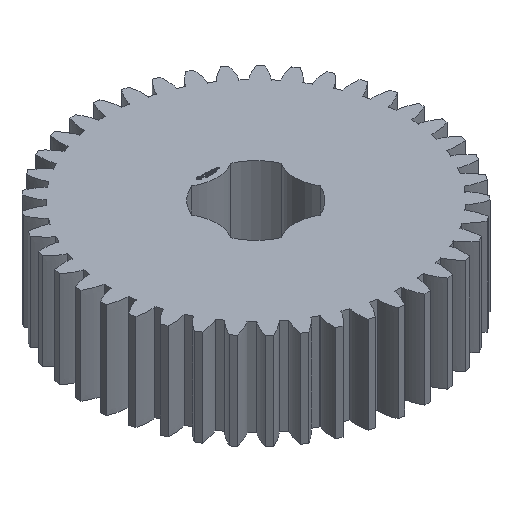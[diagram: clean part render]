
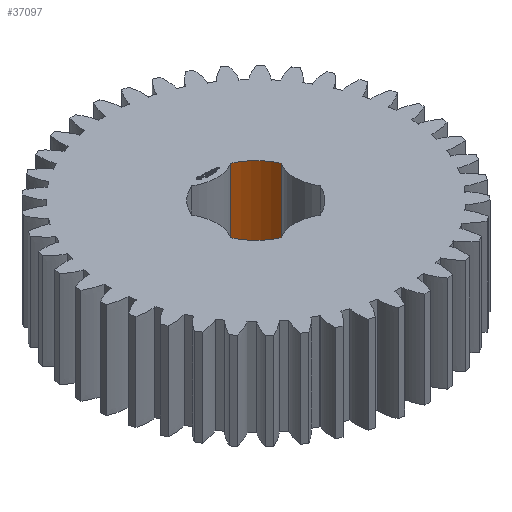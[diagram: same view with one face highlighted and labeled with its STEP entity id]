
A CAD part, isometric view. The second image highlights one B-rep face of the part: STEP entity #37097.
In plain terms, the highlighted cylindrical face has radius 6.35 mm (diameter 12.7 mm), a partial arc.
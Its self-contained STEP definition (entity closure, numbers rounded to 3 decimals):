
#93 = PLANE('',#94);
#94 = AXIS2_PLACEMENT_3D('',#95,#96,#97);
#95 = CARTESIAN_POINT('',(0.,0.,12.5));
#96 = DIRECTION('',(0.,0.,1.));
#97 = DIRECTION('',(1.,0.,0.));
#168 = PLANE('',#169);
#169 = AXIS2_PLACEMENT_3D('',#170,#171,#172);
#170 = CARTESIAN_POINT('',(0.,0.,0.));
#171 = DIRECTION('',(0.,0.,1.));
#172 = DIRECTION('',(1.,0.,0.));
#11876 = VERTEX_POINT('',#11877);
#11877 = CARTESIAN_POINT('',(2.55,5.816,0.));
#11892 = CYLINDRICAL_SURFACE('',#11893,4.9);
#11893 = AXIS2_PLACEMENT_3D('',#11894,#11895,#11896);
#11894 = CARTESIAN_POINT('',(0.,10.,0.));
#11895 = DIRECTION('',(0.,-0.,-1.));
#11896 = DIRECTION('',(0.707,0.707,0.));
#11904 = EDGE_CURVE('',#11905,#11876,#11907,.T.);
#11905 = VERTEX_POINT('',#11906);
#11906 = CARTESIAN_POINT('',(5.816,2.55,0.));
#11907 = SURFACE_CURVE('',#11908,(#11913,#11920),.PCURVE_S1.);
#11908 = CIRCLE('',#11909,6.35);
#11909 = AXIS2_PLACEMENT_3D('',#11910,#11911,#11912);
#11910 = CARTESIAN_POINT('',(0.,0.,0.));
#11911 = DIRECTION('',(0.,-0.,1.));
#11912 = DIRECTION('',(0.707,0.707,0.));
#11913 = PCURVE('',#168,#11914);
#11914 = DEFINITIONAL_REPRESENTATION('',(#11915),#11919);
#11915 = CIRCLE('',#11916,6.35);
#11916 = AXIS2_PLACEMENT_2D('',#11917,#11918);
#11917 = CARTESIAN_POINT('',(0.,0.));
#11918 = DIRECTION('',(0.707,0.707));
#11919 = ( GEOMETRIC_REPRESENTATION_CONTEXT(2) 
PARAMETRIC_REPRESENTATION_CONTEXT() REPRESENTATION_CONTEXT('2D SPACE',''
  ) );
#11920 = PCURVE('',#11921,#11926);
#11921 = CYLINDRICAL_SURFACE('',#11922,6.35);
#11922 = AXIS2_PLACEMENT_3D('',#11923,#11924,#11925);
#11923 = CARTESIAN_POINT('',(0.,0.,0.));
#11924 = DIRECTION('',(0.,-0.,-1.));
#11925 = DIRECTION('',(0.707,0.707,0.));
#11926 = DEFINITIONAL_REPRESENTATION('',(#11927),#11931);
#11927 = LINE('',#11928,#11929);
#11928 = CARTESIAN_POINT('',(-0.,0.));
#11929 = VECTOR('',#11930,1.);
#11930 = DIRECTION('',(-1.,0.));
#11931 = ( GEOMETRIC_REPRESENTATION_CONTEXT(2) 
PARAMETRIC_REPRESENTATION_CONTEXT() REPRESENTATION_CONTEXT('2D SPACE',''
  ) );
#11950 = CYLINDRICAL_SURFACE('',#11951,4.9);
#11951 = AXIS2_PLACEMENT_3D('',#11952,#11953,#11954);
#11952 = CARTESIAN_POINT('',(10.,0.,0.));
#11953 = DIRECTION('',(0.,-0.,-1.));
#11954 = DIRECTION('',(0.707,0.707,0.));
#20418 = VERTEX_POINT('',#20419);
#20419 = CARTESIAN_POINT('',(2.55,5.816,12.5));
#20441 = EDGE_CURVE('',#20442,#20418,#20444,.T.);
#20442 = VERTEX_POINT('',#20443);
#20443 = CARTESIAN_POINT('',(5.816,2.55,12.5));
#20444 = SURFACE_CURVE('',#20445,(#20450,#20457),.PCURVE_S1.);
#20445 = CIRCLE('',#20446,6.35);
#20446 = AXIS2_PLACEMENT_3D('',#20447,#20448,#20449);
#20447 = CARTESIAN_POINT('',(0.,0.,12.5)
  );
#20448 = DIRECTION('',(0.,-0.,1.));
#20449 = DIRECTION('',(0.707,0.707,0.));
#20450 = PCURVE('',#93,#20451);
#20451 = DEFINITIONAL_REPRESENTATION('',(#20452),#20456);
#20452 = CIRCLE('',#20453,6.35);
#20453 = AXIS2_PLACEMENT_2D('',#20454,#20455);
#20454 = CARTESIAN_POINT('',(0.,0.));
#20455 = DIRECTION('',(0.707,0.707));
#20456 = ( GEOMETRIC_REPRESENTATION_CONTEXT(2) 
PARAMETRIC_REPRESENTATION_CONTEXT() REPRESENTATION_CONTEXT('2D SPACE',''
  ) );
#20457 = PCURVE('',#11921,#20458);
#20458 = DEFINITIONAL_REPRESENTATION('',(#20459),#20463);
#20459 = LINE('',#20460,#20461);
#20460 = CARTESIAN_POINT('',(-0.,-12.5));
#20461 = VECTOR('',#20462,1.);
#20462 = DIRECTION('',(-1.,0.));
#20463 = ( GEOMETRIC_REPRESENTATION_CONTEXT(2) 
PARAMETRIC_REPRESENTATION_CONTEXT() REPRESENTATION_CONTEXT('2D SPACE',''
  ) );
#37074 = EDGE_CURVE('',#11905,#20442,#37075,.T.);
#37075 = SURFACE_CURVE('',#37076,(#37080,#37087),.PCURVE_S1.);
#37076 = LINE('',#37077,#37078);
#37077 = CARTESIAN_POINT('',(5.816,2.55,0.));
#37078 = VECTOR('',#37079,1.);
#37079 = DIRECTION('',(0.,0.,1.));
#37080 = PCURVE('',#11950,#37081);
#37081 = DEFINITIONAL_REPRESENTATION('',(#37082),#37086);
#37082 = LINE('',#37083,#37084);
#37083 = CARTESIAN_POINT('',(-1.809,0.));
#37084 = VECTOR('',#37085,1.);
#37085 = DIRECTION('',(-0.,-1.));
#37086 = ( GEOMETRIC_REPRESENTATION_CONTEXT(2) 
PARAMETRIC_REPRESENTATION_CONTEXT() REPRESENTATION_CONTEXT('2D SPACE',''
  ) );
#37087 = PCURVE('',#11921,#37088);
#37088 = DEFINITIONAL_REPRESENTATION('',(#37089),#37093);
#37089 = LINE('',#37090,#37091);
#37090 = CARTESIAN_POINT('',(-5.911,0.));
#37091 = VECTOR('',#37092,1.);
#37092 = DIRECTION('',(-0.,-1.));
#37093 = ( GEOMETRIC_REPRESENTATION_CONTEXT(2) 
PARAMETRIC_REPRESENTATION_CONTEXT() REPRESENTATION_CONTEXT('2D SPACE',''
  ) );
#37097 = ADVANCED_FACE('',(#37098),#11921,.F.);
#37098 = FACE_BOUND('',#37099,.T.);
#37099 = EDGE_LOOP('',(#37100,#37101,#37102,#37123));
#37100 = ORIENTED_EDGE('',*,*,#37074,.T.);
#37101 = ORIENTED_EDGE('',*,*,#20441,.T.);
#37102 = ORIENTED_EDGE('',*,*,#37103,.F.);
#37103 = EDGE_CURVE('',#11876,#20418,#37104,.T.);
#37104 = SURFACE_CURVE('',#37105,(#37109,#37116),.PCURVE_S1.);
#37105 = LINE('',#37106,#37107);
#37106 = CARTESIAN_POINT('',(2.55,5.816,0.));
#37107 = VECTOR('',#37108,1.);
#37108 = DIRECTION('',(0.,0.,1.));
#37109 = PCURVE('',#11921,#37110);
#37110 = DEFINITIONAL_REPRESENTATION('',(#37111),#37115);
#37111 = LINE('',#37112,#37113);
#37112 = CARTESIAN_POINT('',(-6.655,0.));
#37113 = VECTOR('',#37114,1.);
#37114 = DIRECTION('',(-0.,-1.));
#37115 = ( GEOMETRIC_REPRESENTATION_CONTEXT(2) 
PARAMETRIC_REPRESENTATION_CONTEXT() REPRESENTATION_CONTEXT('2D SPACE',''
  ) );
#37116 = PCURVE('',#11892,#37117);
#37117 = DEFINITIONAL_REPRESENTATION('',(#37118),#37122);
#37118 = LINE('',#37119,#37120);
#37119 = CARTESIAN_POINT('',(-4.474,0.));
#37120 = VECTOR('',#37121,1.);
#37121 = DIRECTION('',(-0.,-1.));
#37122 = ( GEOMETRIC_REPRESENTATION_CONTEXT(2) 
PARAMETRIC_REPRESENTATION_CONTEXT() REPRESENTATION_CONTEXT('2D SPACE',''
  ) );
#37123 = ORIENTED_EDGE('',*,*,#11904,.F.);
